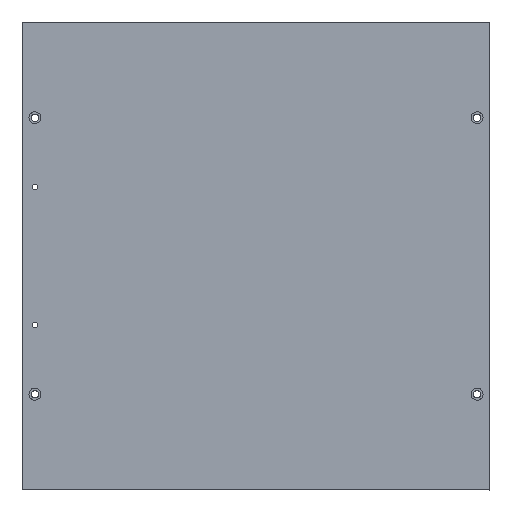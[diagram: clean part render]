
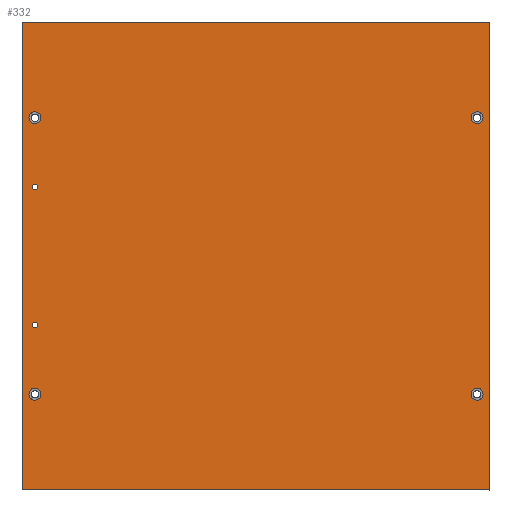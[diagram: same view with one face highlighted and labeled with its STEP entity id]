
A CAD part, top view. The second image highlights one B-rep face of the part: STEP entity #332.
In plain terms, the highlighted planar face has unit normal (0, 0, 1).
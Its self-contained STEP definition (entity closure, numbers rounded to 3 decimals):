
#22=FACE_BOUND('',#76,.T.);
#23=FACE_BOUND('',#77,.T.);
#24=FACE_BOUND('',#78,.T.);
#25=FACE_BOUND('',#79,.T.);
#26=FACE_BOUND('',#80,.T.);
#27=FACE_BOUND('',#81,.T.);
#33=PLANE('',#379);
#48=FACE_OUTER_BOUND('',#75,.T.);
#75=EDGE_LOOP('',(#263,#264,#265,#266));
#76=EDGE_LOOP('',(#267));
#77=EDGE_LOOP('',(#268));
#78=EDGE_LOOP('',(#269));
#79=EDGE_LOOP('',(#270));
#80=EDGE_LOOP('',(#271));
#81=EDGE_LOOP('',(#272));
#106=LINE('',#553,#128);
#107=LINE('',#555,#129);
#108=LINE('',#557,#130);
#109=LINE('',#558,#131);
#128=VECTOR('',#452,254.);
#129=VECTOR('',#453,48.25);
#130=VECTOR('',#454,254.);
#131=VECTOR('',#455,48.25);
#142=CIRCLE('',#361,1.5);
#144=CIRCLE('',#364,1.5);
#146=CIRCLE('',#367,3.25);
#153=CIRCLE('',#378,3.25);
#154=CIRCLE('',#380,3.25);
#155=CIRCLE('',#381,3.25);
#162=VERTEX_POINT('',#507);
#164=VERTEX_POINT('',#513);
#166=VERTEX_POINT('',#519);
#177=VERTEX_POINT('',#547);
#178=VERTEX_POINT('',#551);
#179=VERTEX_POINT('',#552);
#180=VERTEX_POINT('',#554);
#181=VERTEX_POINT('',#556);
#182=VERTEX_POINT('',#559);
#183=VERTEX_POINT('',#561);
#191=EDGE_CURVE('',#162,#162,#142,.T.);
#194=EDGE_CURVE('',#164,#164,#144,.T.);
#197=EDGE_CURVE('',#166,#166,#146,.T.);
#210=EDGE_CURVE('',#177,#177,#153,.T.);
#211=EDGE_CURVE('',#178,#179,#106,.T.);
#212=EDGE_CURVE('',#179,#180,#107,.T.);
#213=EDGE_CURVE('',#180,#181,#108,.T.);
#214=EDGE_CURVE('',#181,#178,#109,.T.);
#215=EDGE_CURVE('',#182,#182,#154,.T.);
#216=EDGE_CURVE('',#183,#183,#155,.T.);
#263=ORIENTED_EDGE('',*,*,#211,.T.);
#264=ORIENTED_EDGE('',*,*,#212,.T.);
#265=ORIENTED_EDGE('',*,*,#213,.T.);
#266=ORIENTED_EDGE('',*,*,#214,.T.);
#267=ORIENTED_EDGE('',*,*,#191,.T.);
#268=ORIENTED_EDGE('',*,*,#194,.T.);
#269=ORIENTED_EDGE('',*,*,#197,.T.);
#270=ORIENTED_EDGE('',*,*,#210,.T.);
#271=ORIENTED_EDGE('',*,*,#215,.T.);
#272=ORIENTED_EDGE('',*,*,#216,.T.);
#332=ADVANCED_FACE('',(#48,#22,#23,#24,#25,#26,#27),#33,.T.);
#361=AXIS2_PLACEMENT_3D('',#509,#406,#407);
#364=AXIS2_PLACEMENT_3D('',#515,#413,#414);
#367=AXIS2_PLACEMENT_3D('',#521,#420,#421);
#378=AXIS2_PLACEMENT_3D('',#549,#448,#449);
#379=AXIS2_PLACEMENT_3D('',#550,#450,#451);
#380=AXIS2_PLACEMENT_3D('',#560,#456,#457);
#381=AXIS2_PLACEMENT_3D('',#562,#458,#459);
#406=DIRECTION('center_axis',(0.,0.,-1.));
#407=DIRECTION('ref_axis',(0.,1.,0.));
#413=DIRECTION('center_axis',(0.,0.,-1.));
#414=DIRECTION('ref_axis',(0.,1.,0.));
#420=DIRECTION('center_axis',(0.,0.,-1.));
#421=DIRECTION('ref_axis',(0.,1.,0.));
#448=DIRECTION('center_axis',(0.,0.,-1.));
#449=DIRECTION('ref_axis',(0.,1.,0.));
#450=DIRECTION('center_axis',(0.,0.,1.));
#451=DIRECTION('ref_axis',(1.,0.,0.));
#452=DIRECTION('',(1.,0.,0.));
#453=DIRECTION('',(0.,1.,0.));
#454=DIRECTION('',(-1.,0.,0.));
#455=DIRECTION('',(0.,-1.,0.));
#456=DIRECTION('center_axis',(0.,0.,-1.));
#457=DIRECTION('ref_axis',(0.,-1.,0.));
#458=DIRECTION('center_axis',(0.,0.,-1.));
#459=DIRECTION('ref_axis',(0.,-1.,0.));
#507=CARTESIAN_POINT('',(7.,88.,8.94));
#509=CARTESIAN_POINT('Origin',(7.,89.5,8.94));
#513=CARTESIAN_POINT('',(7.,163.,8.94));
#515=CARTESIAN_POINT('Origin',(7.,164.5,8.94));
#519=CARTESIAN_POINT('',(247.,198.75,8.94));
#521=CARTESIAN_POINT('Origin',(247.,202.,8.94));
#547=CARTESIAN_POINT('',(247.,48.75,8.94));
#549=CARTESIAN_POINT('Origin',(247.,52.,8.94));
#550=CARTESIAN_POINT('Origin',(127.,127.,8.94));
#551=CARTESIAN_POINT('',(0.,0.,8.94));
#552=CARTESIAN_POINT('',(254.,0.,8.94));
#553=CARTESIAN_POINT('',(0.,0.,8.94));
#554=CARTESIAN_POINT('',(254.,254.,8.94));
#555=CARTESIAN_POINT('',(254.,205.75,8.94));
#556=CARTESIAN_POINT('',(0.,254.,8.94));
#557=CARTESIAN_POINT('',(254.,254.,8.94));
#558=CARTESIAN_POINT('',(0.,254.,8.94));
#559=CARTESIAN_POINT('',(7.,205.25,8.94));
#560=CARTESIAN_POINT('Origin',(7.,202.,8.94));
#561=CARTESIAN_POINT('',(7.,55.25,8.94));
#562=CARTESIAN_POINT('Origin',(7.,52.,8.94));
